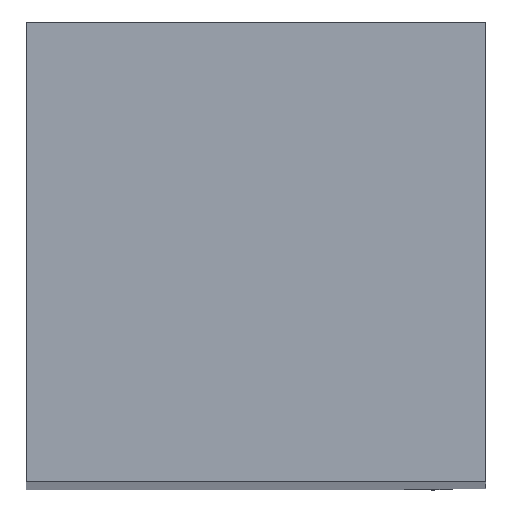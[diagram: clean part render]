
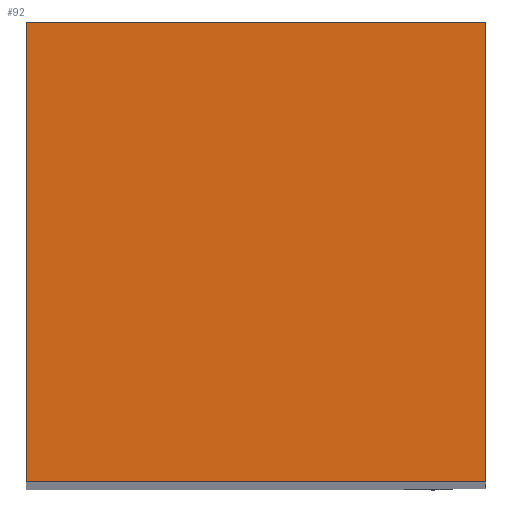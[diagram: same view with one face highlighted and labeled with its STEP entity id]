
A CAD part, top view. The second image highlights one B-rep face of the part: STEP entity #92.
In plain terms, the highlighted planar face has unit normal (0, 0, 1).
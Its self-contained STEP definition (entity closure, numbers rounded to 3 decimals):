
#92=ADVANCED_FACE('',(#139),#120,.F.);
#120=PLANE('',#644);
#139=FACE_OUTER_BOUND('',#164,.T.);
#164=EDGE_LOOP('',(#229,#230,#231,#232));
#229=ORIENTED_EDGE('',*,*,#407,.T.);
#230=ORIENTED_EDGE('',*,*,#402,.T.);
#231=ORIENTED_EDGE('',*,*,#391,.T.);
#232=ORIENTED_EDGE('',*,*,#386,.T.);
#338=VERTEX_POINT('',#871);
#339=VERTEX_POINT('',#873);
#342=VERTEX_POINT('',#882);
#351=VERTEX_POINT('',#904);
#386=EDGE_CURVE('',#339,#338,#530,.T.);
#391=EDGE_CURVE('',#342,#339,#534,.T.);
#402=EDGE_CURVE('',#351,#342,#543,.T.);
#407=EDGE_CURVE('',#338,#351,#546,.T.);
#530=LINE('',#872,#580);
#534=LINE('',#881,#584);
#543=LINE('',#903,#593);
#546=LINE('',#912,#596);
#580=VECTOR('',#711,1.);
#584=VECTOR('',#719,1.);
#593=VECTOR('',#736,1.);
#596=VECTOR('',#745,1.);
#644=AXIS2_PLACEMENT_3D('',#914,#748,#749);
#711=DIRECTION('',(0.,1.,0.));
#719=DIRECTION('',(1.,0.,0.));
#736=DIRECTION('',(0.,-1.,0.));
#745=DIRECTION('',(-1.,0.,0.));
#748=DIRECTION('',(0.,0.,-1.));
#749=DIRECTION('',(-1.,0.,0.));
#871=CARTESIAN_POINT('',(12.,12.,0.));
#872=CARTESIAN_POINT('',(12.,12.,0.));
#873=CARTESIAN_POINT('',(12.,0.,0.));
#881=CARTESIAN_POINT('',(12.,0.,0.));
#882=CARTESIAN_POINT('',(0.,0.,0.));
#903=CARTESIAN_POINT('',(0.,0.,0.));
#904=CARTESIAN_POINT('',(0.,12.,0.));
#912=CARTESIAN_POINT('',(0.,12.,0.));
#914=CARTESIAN_POINT('',(0.,0.,0.));
